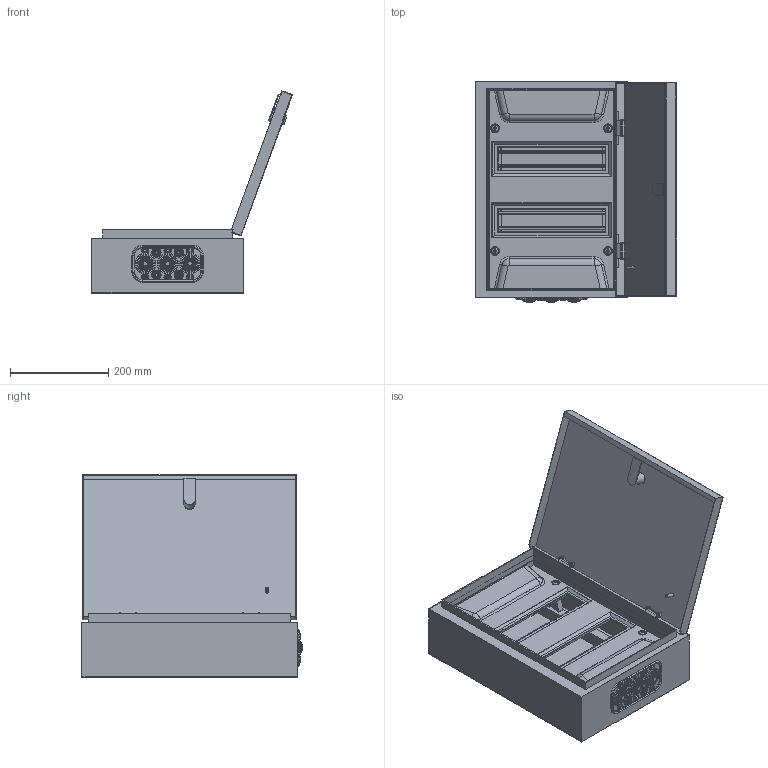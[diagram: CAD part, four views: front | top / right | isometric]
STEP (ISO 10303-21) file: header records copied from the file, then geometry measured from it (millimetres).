
FILE_DESCRIPTION (( 'STEP AP214' ), '1' );
FILE_NAME ('SHRN-24_Universal.STEP', '2016-10-11T08:45:51', ( 'user' ), ( '' ), 'SwSTEP 2.0', 'SolidWorks 2014', '' );
FILE_SCHEMA (( 'AUTOMOTIVE_DESIGN' ));
Length unit declared in the file: millimetre
Products named in the file (12): Obolochka_SHRN_Universal_24; DIN-Reika_12 ｬｮ､罩･ｩ; Dver_Universal_24; Stoika Shin_‘â®©ª  ¤«ï è¨­; SC GOST 17473_gost_‚¨­â A.M5x10 ƒŽ‘’ 17473-80; Kabel_vvod_├莪牀_0,8 ｬｬ; Support; Panel_24; SHRN-24_Universal; Stoika pan; Panel_ShRN-24; Klipsa
Assembly tree (23 placements, depth 3):
  SHRN-24_Universal
    Obolochka_SHRN_Universal_24
    Dver_Universal_24
    DIN-Reika_12 ｬｮ､罩･ｩ  x2
    Panel_24
      Panel_ShRN-24
      Klipsa  x4
      Stoika pan  x4
    SC GOST 17473_gost_‚¨­â A.M5x10 ƒŽ‘’ 17473-80  x4
    Stoika Shin_‘â®©ª  ¤«ï è¨­  x2
    Support  x2
    Kabel_vvod_├莪牀_0,8 ｬｬ
Bounding box: 409.21 x 449.75 x 412.05 mm (x, y, z)
Volume: 933074.4 mm3; surface area: 1564003 mm2
Topology: 26 solids, 26 shells, 2452 faces, 5777 edges, 3488 vertices
Faces by surface type: plane 975, cylinder 709, torus 520, bspline 146, cone 54, sphere 48
Entity records: 50862 total; most frequent: CARTESIAN_POINT 9661, DIRECTION 9283, ORIENTED_EDGE 7996, EDGE_CURVE 3998, AXIS2_PLACEMENT_3D 3705, VERTEX_POINT 2409, EDGE_LOOP 1971, CIRCLE 1967
